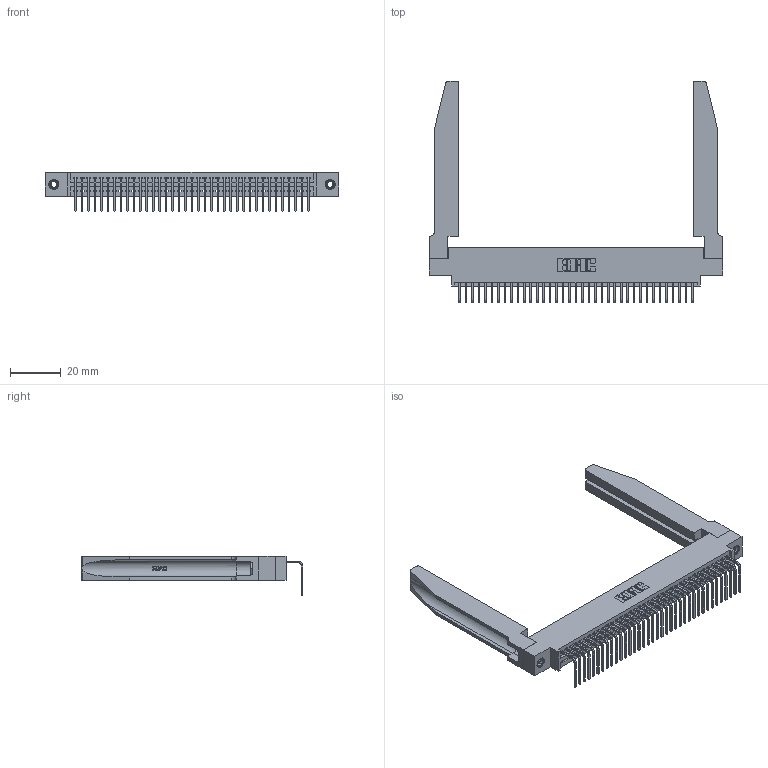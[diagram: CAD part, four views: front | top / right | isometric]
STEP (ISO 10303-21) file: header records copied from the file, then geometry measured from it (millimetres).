
FILE_DESCRIPTION (( 'STEP AP203' ), '1' );
FILE_NAME ('345-037-558-678.STEP', '2019-10-10T15:35:31', ( '' ), ( '' ), 'SwSTEP 2.0', 'SolidWorks 2016', '' );
FILE_SCHEMA (( 'CONFIG_CONTROL_DESIGN' ));
Length unit declared in the file: inch
Products named in the file (5): 345 Part_0.170 Offset - 0.156 Dia-TH; 345-292-001_558 Tail - 2; 345-250-001_345-250-001-102; 345-220-078_345-220-078; 345-037-558-678
Assembly tree (42 placements, depth 2):
  345-037-558-678
    345 Part_0.170 Offset - 0.156 Dia-TH
    345-292-001_558 Tail - 2  x37
    345-250-001_345-250-001-102  x2
    345-220-078_345-220-078  x2
Bounding box: 115.21 x 87.11 x 15.37 mm (x, y, z)
Volume: 18682.6 mm3; surface area: 22129.8 mm2
Topology: 42 solids, 42 shells, 2584 faces, 7695 edges, 5070 vertices
Faces by surface type: plane 1780, cylinder 752, bspline 36, cone 12, torus 4
Entity records: 33476 total; most frequent: CARTESIAN_POINT 6698, ORIENTED_EDGE 5566, DIRECTION 4863, EDGE_CURVE 2783, VECTOR 2409, LINE 2409, VERTEX_POINT 1848, AXIS2_PLACEMENT_3D 1227
